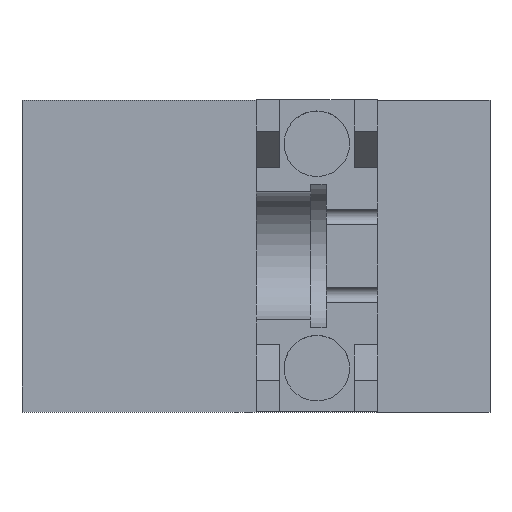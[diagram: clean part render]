
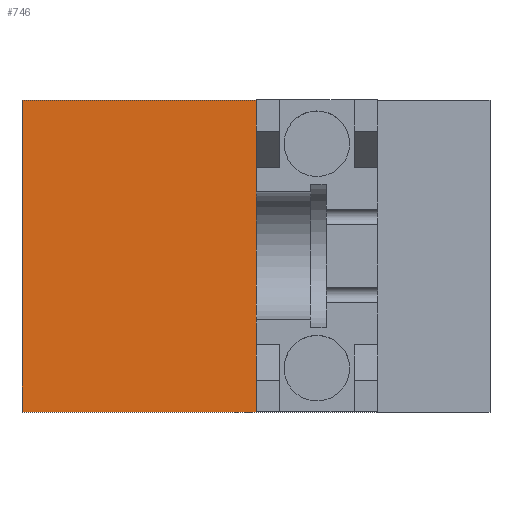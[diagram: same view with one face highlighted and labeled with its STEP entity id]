
A CAD part, top view. The second image highlights one B-rep face of the part: STEP entity #746.
In plain terms, the highlighted planar face has unit normal (0, 0, 1).
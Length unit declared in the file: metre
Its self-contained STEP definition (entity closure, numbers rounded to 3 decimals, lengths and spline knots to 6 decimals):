
#59=LINE('',#1131,#153);
#63=LINE('',#1139,#157);
#75=LINE('',#1162,#169);
#95=LINE('',#1201,#189);
#153=VECTOR('',#904,1.);
#157=VECTOR('',#910,1.);
#169=VECTOR('',#924,1.);
#189=VECTOR('',#962,1.);
#326=ORIENTED_EDGE('',*,*,#470,.T.);
#327=ORIENTED_EDGE('',*,*,#466,.F.);
#328=ORIENTED_EDGE('',*,*,#502,.F.);
#329=ORIENTED_EDGE('',*,*,#482,.T.);
#466=EDGE_CURVE('',#564,#565,#59,.T.);
#470=EDGE_CURVE('',#568,#565,#63,.T.);
#482=EDGE_CURVE('',#578,#568,#75,.T.);
#502=EDGE_CURVE('',#578,#564,#95,.T.);
#564=VERTEX_POINT('',#1130);
#565=VERTEX_POINT('',#1132);
#568=VERTEX_POINT('',#1140);
#578=VERTEX_POINT('',#1163);
#626=EDGE_LOOP('',(#326,#327,#328,#329));
#670=FACE_BOUND('',#626,.T.);
#712=PLANE('',#806);
#746=ADVANCED_FACE('',(#670),#712,.F.);
#806=AXIS2_PLACEMENT_3D('',#1200,#960,#961);
#904=DIRECTION('',(-1.,0.,0.));
#910=DIRECTION('',(0.,-1.,0.));
#924=DIRECTION('',(-1.,0.,0.));
#960=DIRECTION('',(0.,0.,-1.));
#961=DIRECTION('',(-1.,0.,0.));
#962=DIRECTION('',(0.,-1.,0.));
#1130=CARTESIAN_POINT('',(0.,-0.01,0.0814));
#1131=CARTESIAN_POINT('',(0.,-0.01,0.0814));
#1132=CARTESIAN_POINT('',(-0.015,-0.01,0.0814));
#1139=CARTESIAN_POINT('',(-0.015,0.,0.0814));
#1140=CARTESIAN_POINT('',(-0.015,0.01,0.0814));
#1162=CARTESIAN_POINT('',(0.,0.01,0.0814));
#1163=CARTESIAN_POINT('',(0.,0.01,0.0814));
#1200=CARTESIAN_POINT('',(0.,0.,0.0814));
#1201=CARTESIAN_POINT('',(0.,0.,0.0814));
